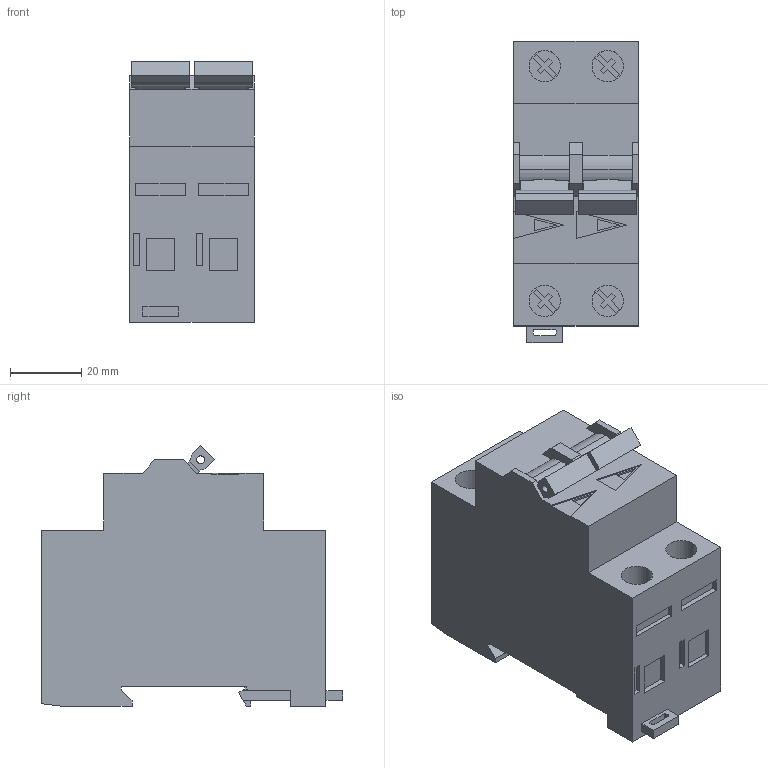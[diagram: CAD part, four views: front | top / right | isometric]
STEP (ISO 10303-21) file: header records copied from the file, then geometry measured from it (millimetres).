
FILE_DESCRIPTION(('STEP AP214'),'1');
FILE_NAME('42774.stp','2017-08-23T06:28:12',('TraceParts'),('TraceParts S.A.'),'Spatial InterOp 3D',' ',' ');
FILE_SCHEMA(('automotive_design'));
Length unit declared in the file: millimetre
Products named in the file (1): 42774
Bounding box: 35.1 x 84.7 x 73.23 mm (x, y, z)
Volume: 154749.9 mm3; surface area: 23075.2 mm2
Topology: 1 solids, 1 shells, 244 faces, 657 edges, 438 vertices
Faces by surface type: plane 210, cylinder 34
Entity records: 9546 total; most frequent: CARTESIAN_POINT 1340, ORIENTED_EDGE 1314, DIRECTION 1219, EDGE_CURVE 657, LINE 585, VECTOR 585, VERTEX_POINT 438, AXIS2_PLACEMENT_3D 317
